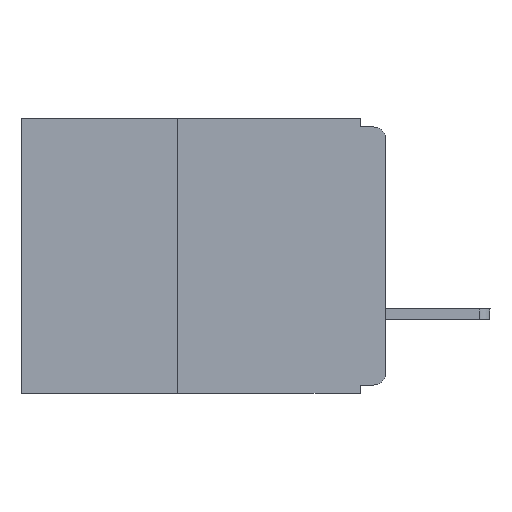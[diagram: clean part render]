
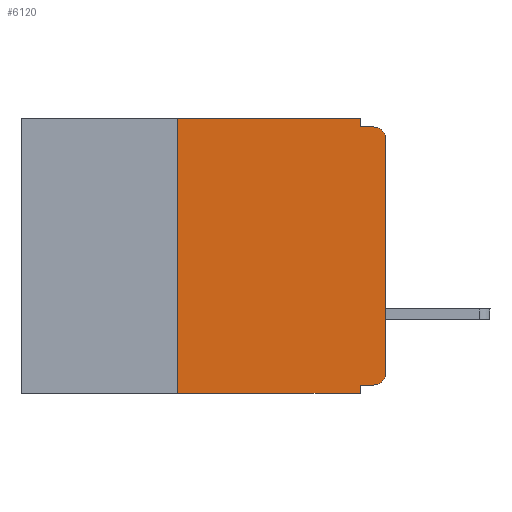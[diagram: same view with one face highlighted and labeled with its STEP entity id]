
A CAD part, left-side view. The second image highlights one B-rep face of the part: STEP entity #6120.
In plain terms, the highlighted planar face has unit normal (-1, 0, 0).
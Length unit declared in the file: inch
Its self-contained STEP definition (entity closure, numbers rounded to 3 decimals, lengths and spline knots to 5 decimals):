
#46 = DIRECTION ( 'NONE',  ( 0., 0., -1. ) ) ;
#338 = VERTEX_POINT ( 'NONE', #10349 ) ;
#387 = LINE ( 'NONE', #4129, #8915 ) ;
#418 = CARTESIAN_POINT ( 'NONE',  ( 0., 0.015, -0.305 ) ) ;
#547 = EDGE_CURVE ( 'NONE', #338, #10284, #5236, .T. ) ;
#787 = VECTOR ( 'NONE', #7900, 39.37008 ) ;
#873 = VERTEX_POINT ( 'NONE', #8482 ) ;
#932 = VECTOR ( 'NONE', #2993, 39.37008 ) ;
#1112 = ORIENTED_EDGE ( 'NONE', *, *, #4056, .T. ) ;
#1117 = LINE ( 'NONE', #4460, #8713 ) ;
#1241 = DIRECTION ( 'NONE',  ( 0., -1., 0. ) ) ;
#1321 = AXIS2_PLACEMENT_3D ( 'NONE', #3616, #4406, #46 ) ;
#2155 = DIRECTION ( 'NONE',  ( -1., 0., 0. ) ) ;
#2302 = LINE ( 'NONE', #5412, #9227 ) ;
#2623 = CARTESIAN_POINT ( 'NONE',  ( 0., 0.015, -0.025 ) ) ;
#2908 = EDGE_CURVE ( 'NONE', #873, #3469, #1117, .T. ) ;
#2983 = EDGE_CURVE ( 'NONE', #10840, #3391, #10336, .T. ) ;
#2993 = DIRECTION ( 'NONE',  ( 0., 1., 0. ) ) ;
#3155 = CARTESIAN_POINT ( 'NONE',  ( 0., 0., -0.305 ) ) ;
#3168 = CARTESIAN_POINT ( 'NONE',  ( 0., 0.015, -0.01 ) ) ;
#3262 = CARTESIAN_POINT ( 'NONE',  ( 0., 0.25, -0.33 ) ) ;
#3377 = DIRECTION ( 'NONE',  ( 0., 0., 1. ) ) ;
#3391 = VERTEX_POINT ( 'NONE', #8949 ) ;
#3469 = VERTEX_POINT ( 'NONE', #5425 ) ;
#3609 = DIRECTION ( 'NONE',  ( 0., 0., -1. ) ) ;
#3616 = CARTESIAN_POINT ( 'NONE',  ( 0., 0.437, 0. ) ) ;
#3689 = CARTESIAN_POINT ( 'NONE',  ( 0., 0.25, -0.33 ) ) ;
#3775 = EDGE_CURVE ( 'NONE', #8853, #873, #4745, .T. ) ;
#3802 = EDGE_LOOP ( 'NONE', ( #8860, #8631, #4730, #5395, #9497, #5143, #1112, #5040, #10082, #4894 ) ) ;
#3914 = AXIS2_PLACEMENT_3D ( 'NONE', #418, #2155, #3928 ) ;
#3928 = DIRECTION ( 'NONE',  ( 0., 0., -1. ) ) ;
#3964 = DIRECTION ( 'NONE',  ( 0., -1., 0. ) ) ;
#4017 = LINE ( 'NONE', #8725, #787 ) ;
#4056 = EDGE_CURVE ( 'NONE', #8853, #3391, #2302, .T. ) ;
#4129 = CARTESIAN_POINT ( 'NONE',  ( 0., 0.031, 0. ) ) ;
#4219 = CIRCLE ( 'NONE', #7290, 0.015 ) ;
#4406 = DIRECTION ( 'NONE',  ( 1., 0., 0. ) ) ;
#4460 = CARTESIAN_POINT ( 'NONE',  ( 0., 0.437, 0. ) ) ;
#4688 = CARTESIAN_POINT ( 'NONE',  ( 0., 0., -0.32 ) ) ;
#4730 = ORIENTED_EDGE ( 'NONE', *, *, #547, .F. ) ;
#4745 = LINE ( 'NONE', #3262, #9770 ) ;
#4765 = EDGE_CURVE ( 'NONE', #10379, #8694, #4017, .T. ) ;
#4894 = ORIENTED_EDGE ( 'NONE', *, *, #5014, .T. ) ;
#5014 = EDGE_CURVE ( 'NONE', #5056, #10379, #9164, .T. ) ;
#5040 = ORIENTED_EDGE ( 'NONE', *, *, #2983, .F. ) ;
#5056 = VERTEX_POINT ( 'NONE', #5598 ) ;
#5143 = ORIENTED_EDGE ( 'NONE', *, *, #3775, .F. ) ;
#5235 = PLANE ( 'NONE',  #1321 ) ;
#5236 = LINE ( 'NONE', #7546, #5658 ) ;
#5395 = ORIENTED_EDGE ( 'NONE', *, *, #9869, .F. ) ;
#5412 = CARTESIAN_POINT ( 'NONE',  ( 0., 0.437, -0.33 ) ) ;
#5425 = CARTESIAN_POINT ( 'NONE',  ( 0., 0.031, 0. ) ) ;
#5598 = CARTESIAN_POINT ( 'NONE',  ( 0., 0.015, -0.32 ) ) ;
#5658 = VECTOR ( 'NONE', #3964, 39.37008 ) ;
#5680 = LINE ( 'NONE', #4688, #932 ) ;
#6120 = ADVANCED_FACE ( 'NONE', ( #6988 ), #5235, .F. ) ;
#6988 = FACE_OUTER_BOUND ( 'NONE', #3802, .T. ) ;
#7172 = CARTESIAN_POINT ( 'NONE',  ( 0., 0.031, -0.33 ) ) ;
#7290 = AXIS2_PLACEMENT_3D ( 'NONE', #2623, #8690, #3609 ) ;
#7546 = CARTESIAN_POINT ( 'NONE',  ( 0., 0., -0.01 ) ) ;
#7626 = EDGE_CURVE ( 'NONE', #8694, #10284, #4219, .T. ) ;
#7662 = DIRECTION ( 'NONE',  ( 0., 0., -1. ) ) ;
#7900 = DIRECTION ( 'NONE',  ( 0., 0., 1. ) ) ;
#8003 = CARTESIAN_POINT ( 'NONE',  ( 0., 0.031, -0.32 ) ) ;
#8482 = CARTESIAN_POINT ( 'NONE',  ( 0., 0.25, 0. ) ) ;
#8631 = ORIENTED_EDGE ( 'NONE', *, *, #7626, .T. ) ;
#8690 = DIRECTION ( 'NONE',  ( -1., 0., 0. ) ) ;
#8694 = VERTEX_POINT ( 'NONE', #9352 ) ;
#8713 = VECTOR ( 'NONE', #10520, 39.37008 ) ;
#8725 = CARTESIAN_POINT ( 'NONE',  ( 0., 0., 0. ) ) ;
#8853 = VERTEX_POINT ( 'NONE', #3689 ) ;
#8860 = ORIENTED_EDGE ( 'NONE', *, *, #4765, .T. ) ;
#8915 = VECTOR ( 'NONE', #7662, 39.37008 ) ;
#8949 = CARTESIAN_POINT ( 'NONE',  ( 0., 0.031, -0.33 ) ) ;
#9164 = CIRCLE ( 'NONE', #3914, 0.015 ) ;
#9227 = VECTOR ( 'NONE', #1241, 39.37008 ) ;
#9352 = CARTESIAN_POINT ( 'NONE',  ( 0., 0., -0.025 ) ) ;
#9497 = ORIENTED_EDGE ( 'NONE', *, *, #2908, .F. ) ;
#9518 = EDGE_CURVE ( 'NONE', #5056, #10840, #5680, .T. ) ;
#9732 = DIRECTION ( 'NONE',  ( 0., 0., -1. ) ) ;
#9770 = VECTOR ( 'NONE', #3377, 39.37008 ) ;
#9869 = EDGE_CURVE ( 'NONE', #3469, #338, #387, .T. ) ;
#10082 = ORIENTED_EDGE ( 'NONE', *, *, #9518, .F. ) ;
#10199 = VECTOR ( 'NONE', #9732, 39.37008 ) ;
#10284 = VERTEX_POINT ( 'NONE', #3168 ) ;
#10336 = LINE ( 'NONE', #7172, #10199 ) ;
#10349 = CARTESIAN_POINT ( 'NONE',  ( 0., 0.031, -0.01 ) ) ;
#10379 = VERTEX_POINT ( 'NONE', #3155 ) ;
#10520 = DIRECTION ( 'NONE',  ( 0., -1., 0. ) ) ;
#10840 = VERTEX_POINT ( 'NONE', #8003 ) ;
